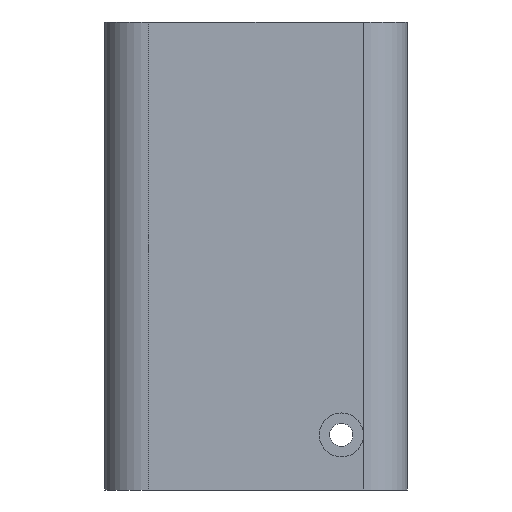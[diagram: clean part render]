
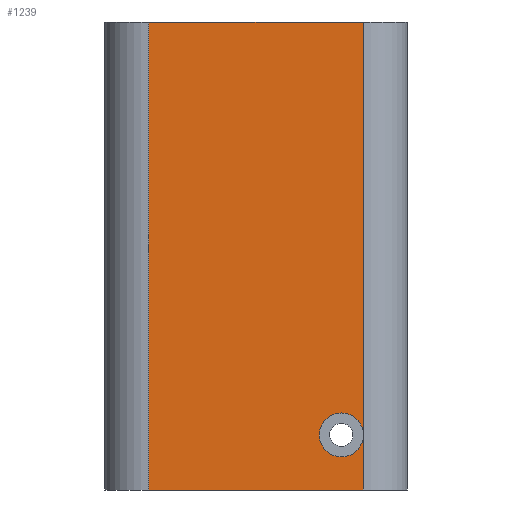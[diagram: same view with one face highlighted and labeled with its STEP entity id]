
A CAD part, front view. The second image highlights one B-rep face of the part: STEP entity #1239.
In plain terms, the highlighted planar face has unit normal (0, -1, 0).
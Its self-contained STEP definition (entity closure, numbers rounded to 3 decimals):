
#52=PLANE('',#1346);
#104=FACE_OUTER_BOUND('',#175,.T.);
#175=EDGE_LOOP('',(#957,#958,#959,#960,#961,#962,#963));
#281=LINE('',#1959,#405);
#282=LINE('',#1961,#406);
#283=LINE('',#1962,#407);
#284=LINE('',#1964,#408);
#285=LINE('',#1965,#409);
#405=VECTOR('',#1581,10.);
#406=VECTOR('',#1582,10.);
#407=VECTOR('',#1583,10.);
#408=VECTOR('',#1584,10.);
#409=VECTOR('',#1585,10.);
#496=CIRCLE('',#1341,4.);
#497=CIRCLE('',#1342,4.);
#582=VERTEX_POINT('',#1946);
#583=VERTEX_POINT('',#1947);
#586=VERTEX_POINT('',#1957);
#587=VERTEX_POINT('',#1958);
#588=VERTEX_POINT('',#1960);
#589=VERTEX_POINT('',#1963);
#723=EDGE_CURVE('',#582,#583,#496,.T.);
#724=EDGE_CURVE('',#583,#582,#497,.T.);
#728=EDGE_CURVE('',#586,#587,#281,.T.);
#729=EDGE_CURVE('',#588,#586,#282,.T.);
#730=EDGE_CURVE('',#588,#582,#283,.T.);
#731=EDGE_CURVE('',#582,#589,#284,.T.);
#732=EDGE_CURVE('',#587,#589,#285,.T.);
#957=ORIENTED_EDGE('',*,*,#728,.F.);
#958=ORIENTED_EDGE('',*,*,#729,.F.);
#959=ORIENTED_EDGE('',*,*,#730,.T.);
#960=ORIENTED_EDGE('',*,*,#723,.T.);
#961=ORIENTED_EDGE('',*,*,#724,.T.);
#962=ORIENTED_EDGE('',*,*,#731,.T.);
#963=ORIENTED_EDGE('',*,*,#732,.F.);
#1239=ADVANCED_FACE('',(#104),#52,.T.);
#1341=AXIS2_PLACEMENT_3D('',#1948,#1568,#1569);
#1342=AXIS2_PLACEMENT_3D('',#1949,#1570,#1571);
#1346=AXIS2_PLACEMENT_3D('',#1956,#1579,#1580);
#1568=DIRECTION('center_axis',(0.,1.,0.));
#1569=DIRECTION('ref_axis',(1.,0.,0.));
#1570=DIRECTION('center_axis',(0.,1.,0.));
#1571=DIRECTION('ref_axis',(1.,0.,0.));
#1579=DIRECTION('center_axis',(0.,-1.,0.));
#1580=DIRECTION('ref_axis',(1.,0.,0.));
#1581=DIRECTION('',(0.,0.,1.));
#1582=DIRECTION('',(-1.,0.,0.));
#1583=DIRECTION('',(0.,0.,1.));
#1584=DIRECTION('',(0.,0.,1.));
#1585=DIRECTION('',(1.,0.,0.));
#1946=CARTESIAN_POINT('',(19.5,-27.5,10.));
#1947=CARTESIAN_POINT('',(11.5,-27.5,10.));
#1948=CARTESIAN_POINT('Origin',(15.5,-27.5,10.));
#1949=CARTESIAN_POINT('Origin',(15.5,-27.5,10.));
#1956=CARTESIAN_POINT('Origin',(-19.5,-27.5,0.));
#1957=CARTESIAN_POINT('',(-19.5,-27.5,0.));
#1958=CARTESIAN_POINT('',(-19.5,-27.5,85.));
#1959=CARTESIAN_POINT('',(-19.5,-27.5,0.));
#1960=CARTESIAN_POINT('',(19.5,-27.5,0.));
#1961=CARTESIAN_POINT('',(19.5,-27.5,0.));
#1962=CARTESIAN_POINT('',(19.5,-27.5,0.));
#1963=CARTESIAN_POINT('',(19.5,-27.5,85.));
#1964=CARTESIAN_POINT('',(19.5,-27.5,0.));
#1965=CARTESIAN_POINT('',(19.5,-27.5,85.));
